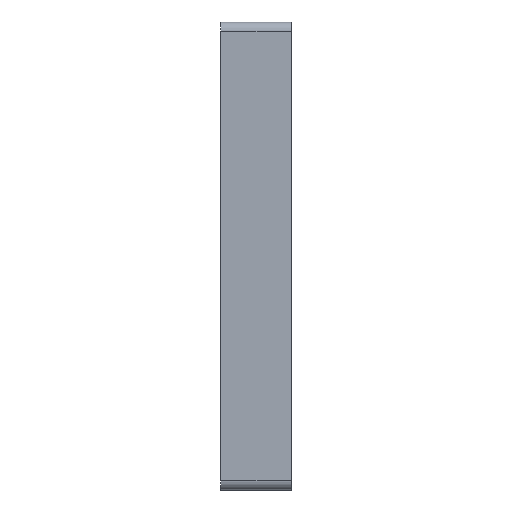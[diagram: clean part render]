
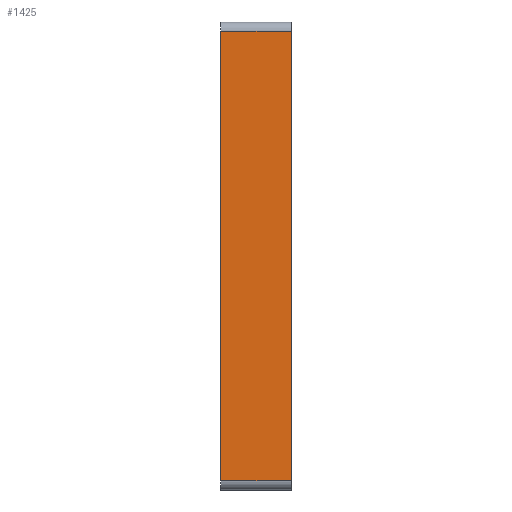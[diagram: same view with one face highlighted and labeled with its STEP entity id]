
A CAD part, left-side view. The second image highlights one B-rep face of the part: STEP entity #1425.
In plain terms, the highlighted planar face has unit normal (-1, 0, 0).
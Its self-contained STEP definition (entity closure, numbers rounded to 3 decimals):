
#215=FACE_OUTER_BOUND('',#301,.T.);
#301=EDGE_LOOP('',(#1203,#1204,#1205,#1206));
#417=LINE('',#2377,#537);
#424=LINE('',#2404,#544);
#425=LINE('',#2407,#545);
#426=LINE('',#2408,#546);
#537=VECTOR('',#1945,10.);
#544=VECTOR('',#1968,10.);
#545=VECTOR('',#1971,10.);
#546=VECTOR('',#1972,10.);
#686=VERTEX_POINT('',#2374);
#687=VERTEX_POINT('',#2376);
#699=VERTEX_POINT('',#2402);
#700=VERTEX_POINT('',#2406);
#872=EDGE_CURVE('',#686,#687,#417,.T.);
#886=EDGE_CURVE('',#699,#686,#424,.T.);
#887=EDGE_CURVE('',#699,#700,#425,.T.);
#888=EDGE_CURVE('',#687,#700,#426,.T.);
#1203=ORIENTED_EDGE('',*,*,#886,.F.);
#1204=ORIENTED_EDGE('',*,*,#887,.T.);
#1205=ORIENTED_EDGE('',*,*,#888,.F.);
#1206=ORIENTED_EDGE('',*,*,#872,.F.);
#1365=PLANE('',#1593);
#1425=ADVANCED_FACE('',(#215),#1365,.T.);
#1593=AXIS2_PLACEMENT_3D('',#2405,#1969,#1970);
#1945=DIRECTION('',(0.,0.,1.));
#1968=DIRECTION('',(0.,1.,0.));
#1969=DIRECTION('center_axis',(-1.,0.,0.));
#1970=DIRECTION('ref_axis',(0.,0.,1.));
#1971=DIRECTION('',(0.,0.,1.));
#1972=DIRECTION('',(0.,-1.,0.));
#2374=CARTESIAN_POINT('',(-90.,15.,-98.));
#2376=CARTESIAN_POINT('',(-90.,15.,-2.));
#2377=CARTESIAN_POINT('',(-90.,15.,-100.));
#2402=CARTESIAN_POINT('',(-90.,0.,-98.));
#2404=CARTESIAN_POINT('',(-90.,0.,-98.));
#2405=CARTESIAN_POINT('Origin',(-90.,0.,-100.));
#2406=CARTESIAN_POINT('',(-90.,0.,-2.));
#2407=CARTESIAN_POINT('',(-90.,0.,-100.));
#2408=CARTESIAN_POINT('',(-90.,0.,-2.));
